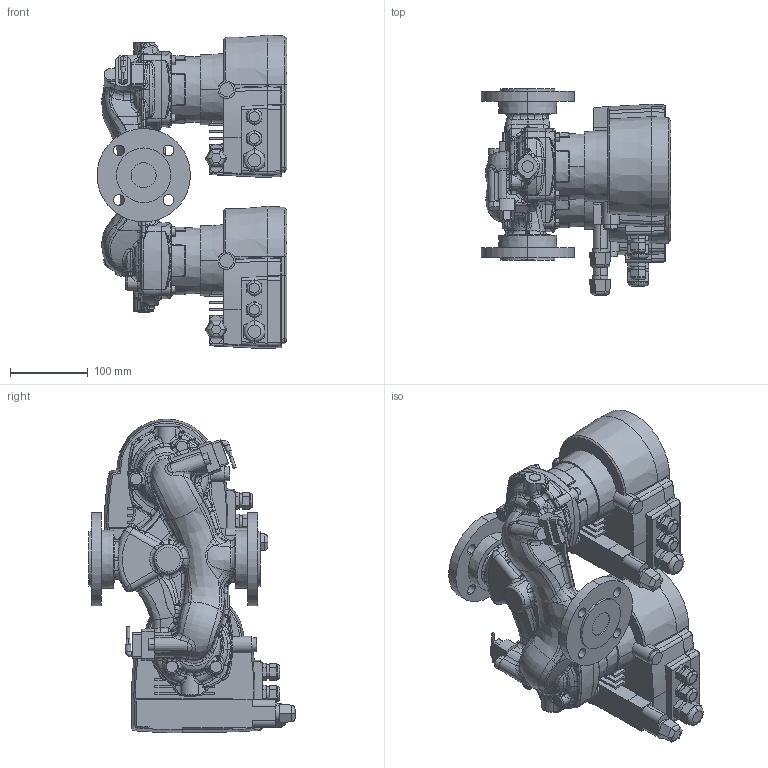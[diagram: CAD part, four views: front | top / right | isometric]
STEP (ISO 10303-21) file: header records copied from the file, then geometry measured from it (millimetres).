
FILE_DESCRIPTION (( 'STEP AP214' ), '1' );
FILE_NAME ('ModulA-D 32F-x 220 961794_00.STEP', '2014-11-03T13:25:50', ( '' ), ( '' ), 'SwSTEP 2.0', 'SolidWorks 2011', '' );
FILE_SCHEMA (( 'AUTOMOTIVE_DESIGN' ));
Length unit declared in the file: millimetre
Products named in the file (1): ModulA-D 32F-x 220 961794_00
Bounding box: 244.15 x 264.82 x 403.11 mm (x, y, z)
Volume: 7507816.6 mm3; surface area: 650826.1 mm2
Topology: 11 solids, 19 shells, 2298 faces, 5536 edges, 3281 vertices
Faces by surface type: bspline 1315, plane 469, cone 232, cylinder 221, torus 58, sphere 3
Entity records: 225781 total; most frequent: CARTESIAN_POINT 157792, ORIENTED_EDGE 10970, DIRECTION 5761, EDGE_CURVE 5485, VERTEX_POINT 3281, B_SPLINE_CURVE_WITH_KNOTS 2887, EDGE_LOOP 2374, AXIS2_PLACEMENT_3D 2305
